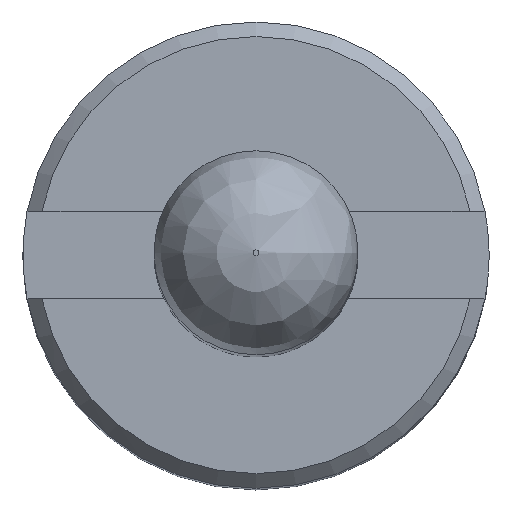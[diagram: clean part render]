
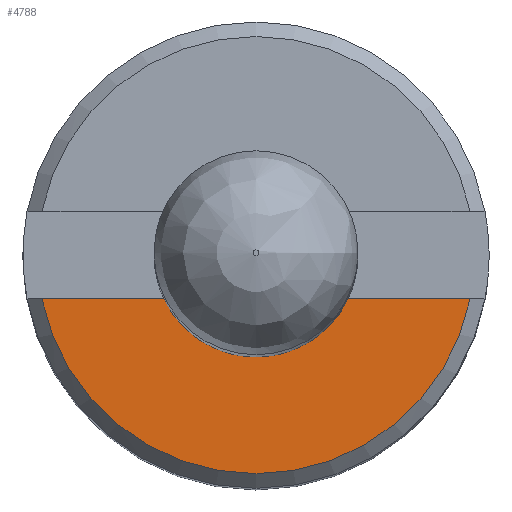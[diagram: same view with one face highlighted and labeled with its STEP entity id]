
A CAD part, top view. The second image highlights one B-rep face of the part: STEP entity #4788.
In plain terms, the highlighted face is planar.
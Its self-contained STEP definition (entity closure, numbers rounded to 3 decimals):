
#536=PLANE('',#5065);
#782=FACE_OUTER_BOUND('',#1059,.T.);
#1059=EDGE_LOOP('',(#4209,#4210,#4211,#4212));
#1171=CIRCLE('',#5066,7.5);
#1172=CIRCLE('',#5067,3.5);
#1464=LINE('',#11439,#1767);
#1470=LINE('',#11459,#1773);
#1767=VECTOR('',#5754,10.);
#1773=VECTOR('',#5762,10.);
#2207=VERTEX_POINT('',#11435);
#2209=VERTEX_POINT('',#11438);
#2213=VERTEX_POINT('',#11449);
#2216=VERTEX_POINT('',#11455);
#2868=EDGE_CURVE('',#2209,#2207,#1464,.T.);
#2876=EDGE_CURVE('',#2213,#2216,#1470,.T.);
#2899=EDGE_CURVE('',#2216,#2209,#1171,.T.);
#2900=EDGE_CURVE('',#2213,#2207,#1172,.T.);
#4209=ORIENTED_EDGE('',*,*,#2876,.T.);
#4210=ORIENTED_EDGE('',*,*,#2899,.T.);
#4211=ORIENTED_EDGE('',*,*,#2868,.T.);
#4212=ORIENTED_EDGE('',*,*,#2900,.F.);
#4788=ADVANCED_FACE('',(#782),#536,.T.);
#5065=AXIS2_PLACEMENT_3D('',#11505,#5806,#5807);
#5066=AXIS2_PLACEMENT_3D('',#11506,#5808,#5809);
#5067=AXIS2_PLACEMENT_3D('',#11507,#5810,#5811);
#5754=DIRECTION('',(0.,1.,0.));
#5762=DIRECTION('',(0.,1.,0.));
#5806=DIRECTION('center_axis',(1.,0.,0.));
#5807=DIRECTION('ref_axis',(0.,0.,-1.));
#5808=DIRECTION('center_axis',(1.,0.,0.));
#5809=DIRECTION('ref_axis',(0.,1.,0.));
#5810=DIRECTION('center_axis',(1.,0.,0.));
#5811=DIRECTION('ref_axis',(0.,1.,0.));
#11435=CARTESIAN_POINT('',(150.,-3.162,1.5));
#11438=CARTESIAN_POINT('',(150.,-7.348,1.5));
#11439=CARTESIAN_POINT('',(150.,6.923,1.5));
#11449=CARTESIAN_POINT('',(150.,3.162,1.5));
#11455=CARTESIAN_POINT('',(150.,7.348,1.5));
#11459=CARTESIAN_POINT('',(150.,6.923,1.5));
#11505=CARTESIAN_POINT('Origin',(150.,5.5,0.));
#11506=CARTESIAN_POINT('Origin',(150.,0.,0.));
#11507=CARTESIAN_POINT('Origin',(150.,0.,0.));
